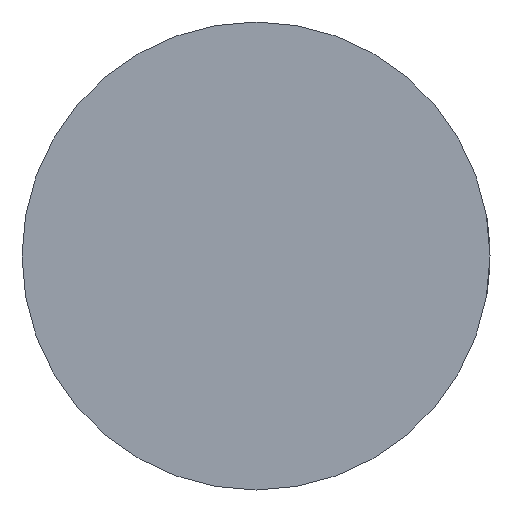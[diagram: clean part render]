
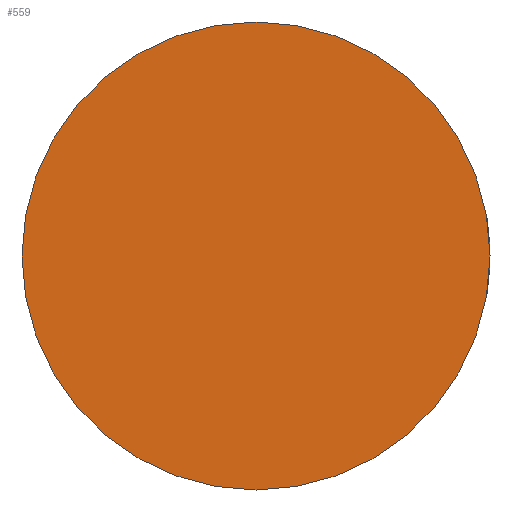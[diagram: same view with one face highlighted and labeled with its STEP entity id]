
A CAD part, front view. The second image highlights one B-rep face of the part: STEP entity #559.
In plain terms, the highlighted planar face has unit normal (0, -1, 0).
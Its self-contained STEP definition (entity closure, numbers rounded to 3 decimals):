
#33=PLANE('',#624);
#54=FACE_OUTER_BOUND('',#89,.T.);
#89=EDGE_LOOP('',(#436));
#124=CIRCLE('',#620,38.9);
#253=VERTEX_POINT('',#1214);
#320=EDGE_CURVE('',#253,#253,#124,.T.);
#436=ORIENTED_EDGE('',*,*,#320,.F.);
#559=ADVANCED_FACE('',(#54),#33,.F.);
#620=AXIS2_PLACEMENT_3D('',#1216,#723,#724);
#624=AXIS2_PLACEMENT_3D('',#1223,#733,#734);
#723=DIRECTION('center_axis',(0.,1.,0.));
#724=DIRECTION('ref_axis',(1.,0.,0.));
#733=DIRECTION('center_axis',(0.,1.,0.));
#734=DIRECTION('ref_axis',(1.,0.,0.));
#1214=CARTESIAN_POINT('',(-38.9,0.,0.));
#1216=CARTESIAN_POINT('Origin',(0.,0.,0.));
#1223=CARTESIAN_POINT('Origin',(0.,0.,0.));
